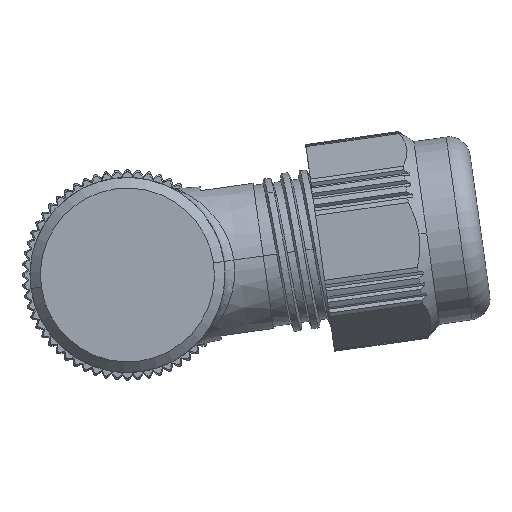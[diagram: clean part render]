
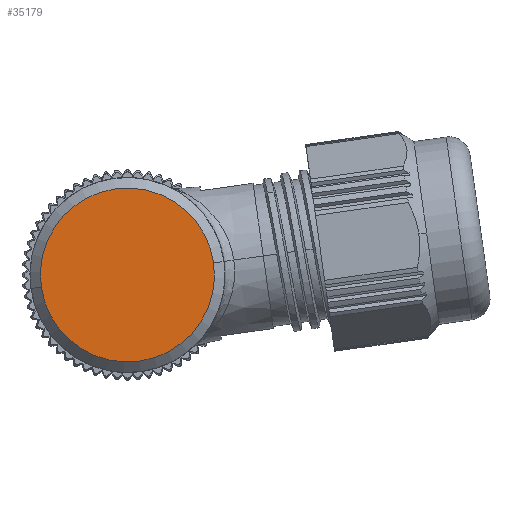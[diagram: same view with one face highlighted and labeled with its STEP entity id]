
A CAD part, front view. The second image highlights one B-rep face of the part: STEP entity #35179.
In plain terms, the highlighted planar face has unit normal (0, -1, 0).
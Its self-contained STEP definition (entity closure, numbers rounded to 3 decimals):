
#7633=CARTESIAN_POINT('',(0.,-33.85,0.));
#7634=DIRECTION('',(0.,1.,0.));
#7635=DIRECTION('',(-0.99,0.,-0.139));
#7636=AXIS2_PLACEMENT_3D('',#7633,#7634,#7635);
#7638=CARTESIAN_POINT('',(0.,-33.85,0.));
#7639=DIRECTION('',(0.,1.,0.));
#7640=DIRECTION('',(-0.139,0.,0.99));
#7641=AXIS2_PLACEMENT_3D('',#7638,#7639,#7640);
#7643=CARTESIAN_POINT('',(0.,-33.85,0.));
#7644=DIRECTION('',(0.,1.,0.));
#7645=DIRECTION('',(0.99,0.,0.139));
#7646=AXIS2_PLACEMENT_3D('',#7643,#7644,#7645);
#7648=CARTESIAN_POINT('',(0.,-33.85,0.));
#7649=DIRECTION('',(0.,1.,0.));
#7650=DIRECTION('',(0.139,0.,-0.99));
#7651=AXIS2_PLACEMENT_3D('',#7648,#7649,#7650);
#23743=CARTESIAN_POINT('',(-1.148,-33.85,8.17));
#23744=CARTESIAN_POINT('',(8.17,-33.85,1.148));
#23745=VERTEX_POINT('',#23743);
#23746=VERTEX_POINT('',#23744);
#23747=CARTESIAN_POINT('',(-8.17,-33.85,-1.148));
#23748=VERTEX_POINT('',#23747);
#23749=CARTESIAN_POINT('',(1.148,-33.85,-8.17));
#23750=VERTEX_POINT('',#23749);
#35166=CARTESIAN_POINT('',(0.,-33.85,0.));
#35167=DIRECTION('',(0.,-1.,0.));
#35168=DIRECTION('',(-0.99,0.,-0.139));
#35169=AXIS2_PLACEMENT_3D('',#35166,#35167,#35168);
#35170=PLANE('',#35169);
#35172=ORIENTED_EDGE('',*,*,#35171,.T.);
#35174=ORIENTED_EDGE('',*,*,#35173,.T.);
#35175=ORIENTED_EDGE('',*,*,#35155,.T.);
#35176=ORIENTED_EDGE('',*,*,#35153,.T.);
#35177=EDGE_LOOP('',(#35172,#35174,#35175,#35176));
#35178=FACE_OUTER_BOUND('',#35177,.F.);
#35179=ADVANCED_FACE('',(#35178),#35170,.T.);
#7637=CIRCLE('',#7636,8.25);
#7642=CIRCLE('',#7641,8.25);
#7647=CIRCLE('',#7646,8.25);
#7652=CIRCLE('',#7651,8.25);
#35153=EDGE_CURVE('',#23750,#23748,#7652,.T.);
#35155=EDGE_CURVE('',#23746,#23750,#7647,.T.);
#35171=EDGE_CURVE('',#23748,#23745,#7637,.T.);
#35173=EDGE_CURVE('',#23745,#23746,#7642,.T.);
